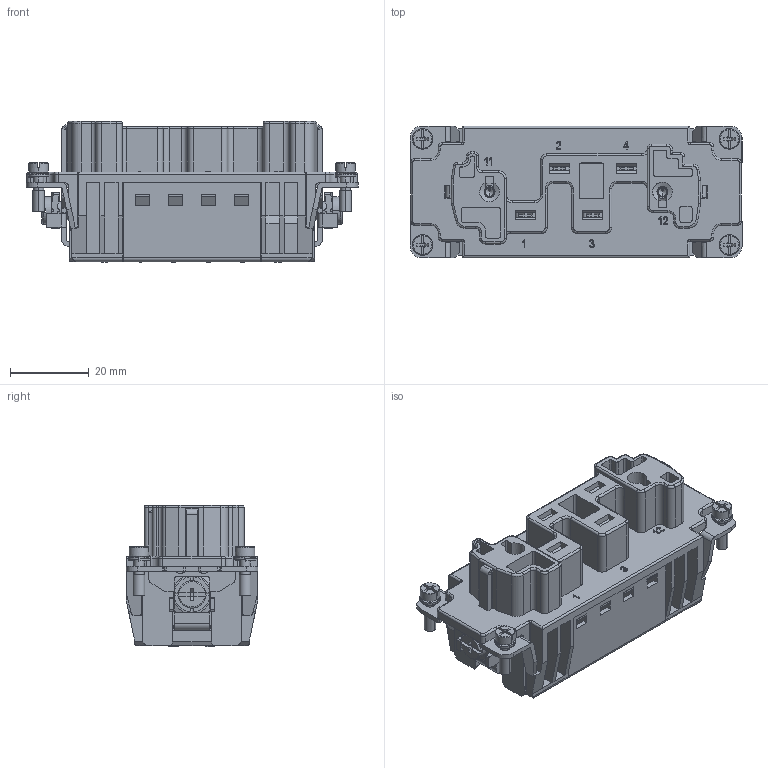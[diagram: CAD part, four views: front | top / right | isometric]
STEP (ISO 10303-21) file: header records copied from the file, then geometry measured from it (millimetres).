
FILE_DESCRIPTION(/* description */ (''),/* implementation_level */ '2;1');
FILE_NAME(/* name */ '3D_1270060020001_HSB-004_2-FQ_V1.0_stp.stp',/* time_stamp */ '2023-12-13T14:20:27+08:00',/* author */ (''),/* organization */ (''),/* preprocessor_version */ 'ST-DEVELOPER v18.1',/* originating_system */ 'SIEMENS PLM Software NX 1980',/* authorisation */ '');
FILE_SCHEMA (('AP203_CONFIGURATION_CONTROLLED_3D_DESIGN_OF_MECHANICAL_PARTS_AND_ASSEMBLIES_MIM_LF { 1 0 10303 403 2 1 2}'));
Products named in the file (1): ylga3BB09E09kzvl
Bounding box: 84.46 x 33.5 x 35.9 mm (x, y, z)
Volume: 44648.2 mm3; surface area: 31585.1 mm2
Topology: 1 solids, 7 shells, 2741 faces, 7941 edges, 5170 vertices
Faces by surface type: plane 1705, cylinder 772, cone 102, torus 58, bspline 44, extrusion 36, sphere 16, revolution 8
Entity records: 96370 total; most frequent: CARTESIAN_POINT 25371, ORIENTED_EDGE 15842, DIRECTION 13509, EDGE_CURVE 7921, VERTEX_POINT 5170, VECTOR 5123, LINE 5087, AXIS2_PLACEMENT_3D 4189
